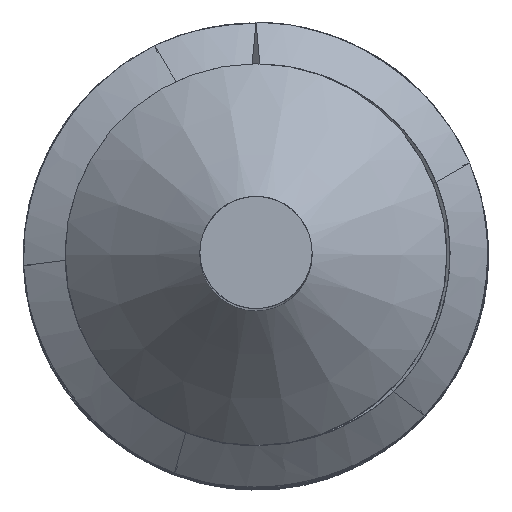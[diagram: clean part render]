
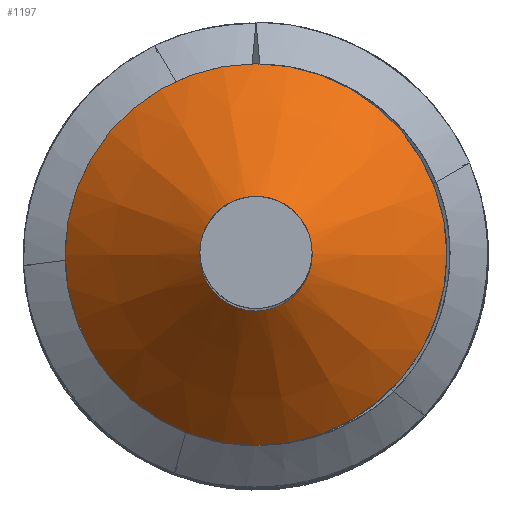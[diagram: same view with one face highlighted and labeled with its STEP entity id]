
A CAD part, top view. The second image highlights one B-rep face of the part: STEP entity #1197.
In plain terms, the highlighted conical face has half-angle 45 degrees and reference radius 0.5 mm.
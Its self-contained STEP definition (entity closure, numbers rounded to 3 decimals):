
#106=CONICAL_SURFACE('',#5984,0.5,45.);
#115=FACE_BOUND('',#1745,.T.);
#116=FACE_BOUND('',#1746,.T.);
#130=CIRCLE('',#5981,1.7);
#131=CIRCLE('',#5982,1.7);
#132=CIRCLE('',#5983,0.5);
#1197=ADVANCED_FACE('',(#115,#116),#106,.T.);
#1745=EDGE_LOOP('',(#2797,#2798));
#1746=EDGE_LOOP('',(#2799));
#2797=ORIENTED_EDGE('',*,*,#4909,.T.);
#2798=ORIENTED_EDGE('',*,*,#4910,.T.);
#2799=ORIENTED_EDGE('',*,*,#4911,.T.);
#3853=VERTEX_POINT('',#20717);
#3854=VERTEX_POINT('',#20718);
#3855=VERTEX_POINT('',#20721);
#4909=EDGE_CURVE('',#3853,#3854,#130,.T.);
#4910=EDGE_CURVE('',#3854,#3853,#131,.T.);
#4911=EDGE_CURVE('',#3855,#3855,#132,.T.);
#5981=AXIS2_PLACEMENT_3D('',#20716,#6040,#6041);
#5982=AXIS2_PLACEMENT_3D('',#20719,#6042,#6043);
#5983=AXIS2_PLACEMENT_3D('',#20720,#6044,#6045);
#5984=AXIS2_PLACEMENT_3D('',#20722,#6046,#6047);
#6040=DIRECTION('',(0.,0.,1.));
#6041=DIRECTION('',(1.,0.,0.));
#6042=DIRECTION('',(0.,0.,1.));
#6043=DIRECTION('',(1.,0.,0.));
#6044=DIRECTION('',(0.,0.,-1.));
#6045=DIRECTION('',(-1.,0.,0.));
#6046=DIRECTION('',(0.,0.,-1.));
#6047=DIRECTION('',(-1.,0.,0.));
#20716=CARTESIAN_POINT('',(0.,0.,-11.2));
#20717=CARTESIAN_POINT('',(-1.7,0.,-11.2));
#20718=CARTESIAN_POINT('',(1.7,0.,-11.2));
#20719=CARTESIAN_POINT('',(0.,0.,-11.2));
#20720=CARTESIAN_POINT('',(0.,0.,-10.));
#20721=CARTESIAN_POINT('',(0.5,0.,-10.));
#20722=CARTESIAN_POINT('',(0.,0.,-10.));
